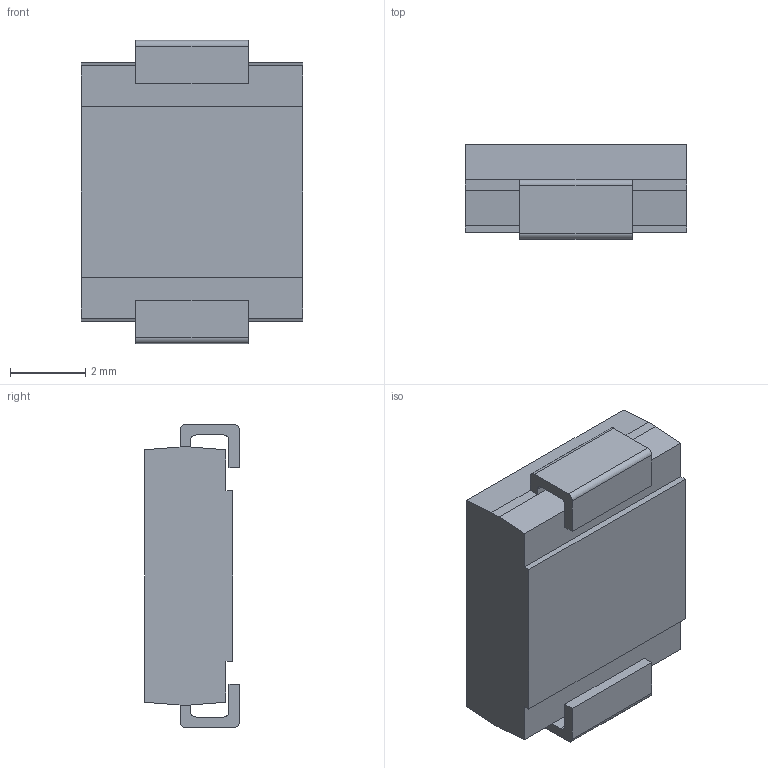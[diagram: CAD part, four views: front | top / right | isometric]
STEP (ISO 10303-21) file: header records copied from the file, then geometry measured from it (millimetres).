
FILE_DESCRIPTION(('STEP AP242'),'1');
FILE_NAME('ss34.stp','2020-11-12T15:30:48',('TraceParts'),('TraceParts S.A.'),'Spatial InterOp 3D',' ',' ');
FILE_SCHEMA(('AP242_MANAGED_MODEL_BASED_3D_ENGINEERING_MIM_LF {1 0 10303 442 1 1 4}'));
Length unit declared in the file: millimetre
Products named in the file (1): ss34
Bounding box: 5.9 x 2.53 x 8.08 mm (x, y, z)
Volume: 96.5 mm3; surface area: 173.1 mm2
Topology: 1 solids, 1 shells, 42 faces, 112 edges, 72 vertices
Faces by surface type: plane 34, cylinder 8
Entity records: 1640 total; most frequent: CARTESIAN_POINT 227, ORIENTED_EDGE 224, DIRECTION 214, EDGE_CURVE 112, LINE 96, VECTOR 96, VERTEX_POINT 72, AXIS2_PLACEMENT_3D 59
